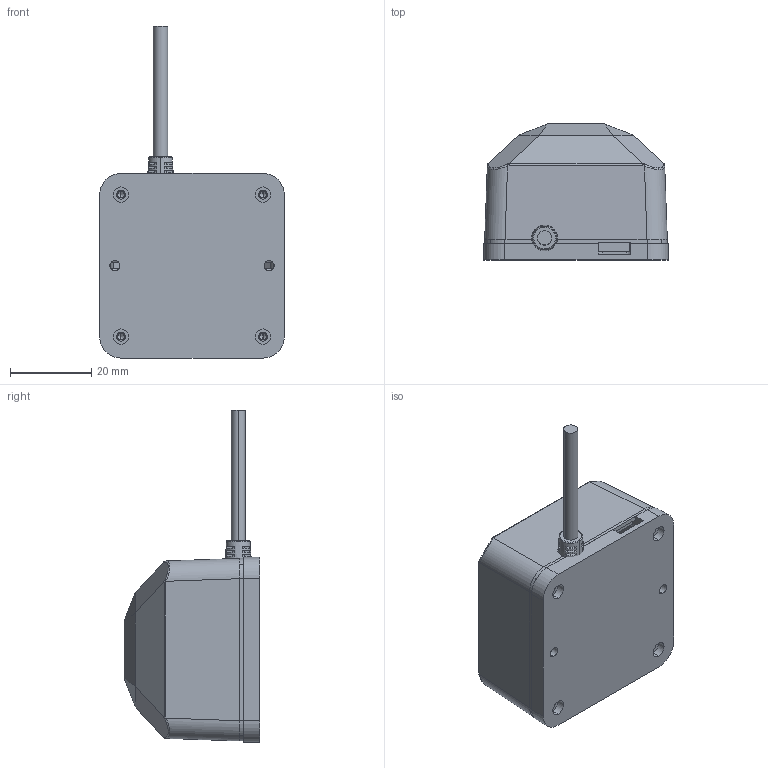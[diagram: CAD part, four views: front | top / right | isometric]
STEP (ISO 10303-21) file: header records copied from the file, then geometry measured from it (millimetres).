
FILE_DESCRIPTION (( 'STEP AP203' ), '1' );
FILE_NAME ('UWB±êÇ©.STEP', '2018-02-08T05:03:45', ( 'dji-n505' ), ( '' ), 'SwSTEP 2.0', 'SolidWorks 2016', '' );
FILE_SCHEMA (( 'CONFIG_CONTROL_DESIGN' ));
Length unit declared in the file: millimetre
Products named in the file (1): UWB梓ワ
Bounding box: 45.5 x 33.5 x 81.83 mm (x, y, z)
Volume: 18710.2 mm3; surface area: 18018.2 mm2
Topology: 3 solids, 3 shells, 540 faces, 1455 edges, 949 vertices
Faces by surface type: plane 316, cylinder 152, bspline 53, cone 19
Entity records: 18785 total; most frequent: CARTESIAN_POINT 5584, ORIENTED_EDGE 2894, DIRECTION 2512, EDGE_CURVE 1447, VERTEX_POINT 949, VECTOR 946, LINE 946, AXIS2_PLACEMENT_3D 783
